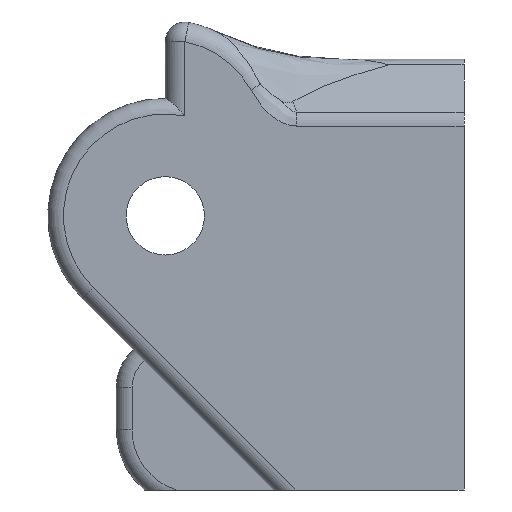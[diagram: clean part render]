
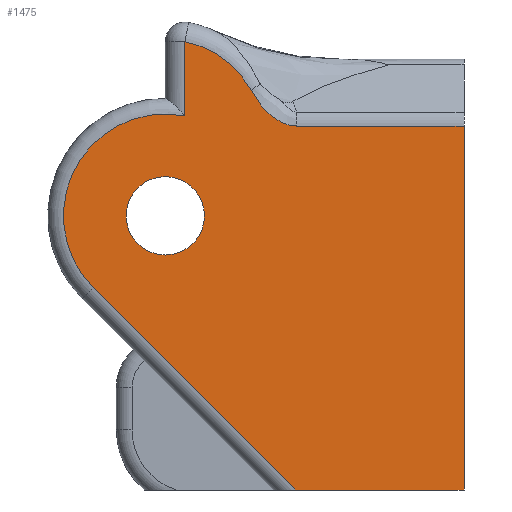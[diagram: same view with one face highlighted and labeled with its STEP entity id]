
A CAD part, front view. The second image highlights one B-rep face of the part: STEP entity #1475.
In plain terms, the highlighted planar face has unit normal (0, -1, 0).
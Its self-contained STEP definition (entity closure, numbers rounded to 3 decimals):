
#58=LINE('',#2394,#151);
#65=LINE('',#2449,#158);
#111=LINE('',#2696,#204);
#112=LINE('',#2698,#205);
#113=LINE('',#2700,#206);
#151=VECTOR('',#1835,1000.);
#158=VECTOR('',#1874,1000.);
#204=VECTOR('',#2022,1000.);
#205=VECTOR('',#2025,1000.);
#206=VECTOR('',#2026,1000.);
#239=B_SPLINE_CURVE_WITH_KNOTS('',3,(#2416,#2417,#2418,#2419,#2420),
 .UNSPECIFIED.,.F.,.F.,(4,1,4),(0.,0.002,0.003),
 .UNSPECIFIED.);
#603=ORIENTED_EDGE('',*,*,#828,.F.);
#604=ORIENTED_EDGE('',*,*,#827,.T.);
#605=ORIENTED_EDGE('',*,*,#917,.T.);
#606=ORIENTED_EDGE('',*,*,#918,.T.);
#607=ORIENTED_EDGE('',*,*,#919,.T.);
#608=ORIENTED_EDGE('',*,*,#837,.T.);
#609=ORIENTED_EDGE('',*,*,#824,.F.);
#610=ORIENTED_EDGE('',*,*,#823,.T.);
#611=ORIENTED_EDGE('',*,*,#819,.T.);
#819=EDGE_CURVE('',#961,#1016,#58,.T.);
#823=EDGE_CURVE('',#1017,#961,#1138,.T.);
#824=EDGE_CURVE('',#1017,#1018,#239,.T.);
#827=EDGE_CURVE('',#1016,#1019,#1141,.T.);
#828=EDGE_CURVE('',#1020,#1020,#1142,.T.);
#837=EDGE_CURVE('',#1028,#1018,#65,.T.);
#917=EDGE_CURVE('',#1019,#1072,#111,.T.);
#918=EDGE_CURVE('',#1072,#1073,#112,.T.);
#919=EDGE_CURVE('',#1073,#1028,#113,.T.);
#961=VERTEX_POINT('',#2126);
#1016=VERTEX_POINT('',#2393);
#1017=VERTEX_POINT('',#2398);
#1018=VERTEX_POINT('',#2421);
#1019=VERTEX_POINT('',#2425);
#1020=VERTEX_POINT('',#2429);
#1028=VERTEX_POINT('',#2447);
#1072=VERTEX_POINT('',#2695);
#1073=VERTEX_POINT('',#2699);
#1138=CIRCLE('',#1579,5.);
#1141=CIRCLE('',#1583,5.2);
#1142=CIRCLE('',#1585,2.);
#1250=EDGE_LOOP('',(#603));
#1251=EDGE_LOOP('',(#604,#605,#606,#607,#608,#609,#610,#611));
#1353=FACE_BOUND('',#1250,.T.);
#1354=FACE_BOUND('',#1251,.T.);
#1399=PLANE('',#1643);
#1475=ADVANCED_FACE('',(#1353,#1354),#1399,.T.);
#1579=AXIS2_PLACEMENT_3D('',#2400,#1843,#1844);
#1583=AXIS2_PLACEMENT_3D('',#2426,#1851,#1852);
#1585=AXIS2_PLACEMENT_3D('',#2428,#1855,#1856);
#1643=AXIS2_PLACEMENT_3D('',#2697,#2023,#2024);
#1835=DIRECTION('',(0.,0.,-1.));
#1843=DIRECTION('',(0.,-1.,0.));
#1844=DIRECTION('',(0.,0.,-1.));
#1851=DIRECTION('',(0.,-1.,0.));
#1852=DIRECTION('',(0.,0.,-1.));
#1855=DIRECTION('',(0.,-1.,0.));
#1856=DIRECTION('',(0.,0.,-1.));
#1874=DIRECTION('',(-1.,0.,0.));
#2022=DIRECTION('',(0.707,0.,-0.707));
#2023=DIRECTION('',(0.,-1.,0.));
#2024=DIRECTION('',(0.,0.,-1.));
#2025=DIRECTION('',(1.,0.,0.));
#2026=DIRECTION('',(0.,0.,1.));
#2126=CARTESIAN_POINT('',(1.,-10.,8.899));
#2393=CARTESIAN_POINT('',(1.,-10.,5.103));
#2394=CARTESIAN_POINT('',(1.,-10.,6.));
#2398=CARTESIAN_POINT('',(4.365,-10.,6.439));
#2400=CARTESIAN_POINT('',(0.,-10.,4.));
#2416=CARTESIAN_POINT('',(4.365,-10.,6.439));
#2417=CARTESIAN_POINT('',(4.62,-10.,5.983));
#2418=CARTESIAN_POINT('',(5.224,-10.,5.135));
#2419=CARTESIAN_POINT('',(6.18,-10.,4.586));
#2420=CARTESIAN_POINT('',(6.708,-10.,4.586));
#2421=CARTESIAN_POINT('',(6.708,-10.,4.586));
#2425=CARTESIAN_POINT('',(-3.677,-10.,-3.677));
#2426=CARTESIAN_POINT('',(0.,-10.,0.));
#2428=CARTESIAN_POINT('',(0.,-10.,0.));
#2429=CARTESIAN_POINT('',(0.,-10.,-2.));
#2447=CARTESIAN_POINT('',(15.254,-10.,4.586));
#2449=CARTESIAN_POINT('',(0.,-10.,4.586));
#2695=CARTESIAN_POINT('',(6.646,-10.,-14.));
#2696=CARTESIAN_POINT('',(6.08,-10.,-13.434));
#2697=CARTESIAN_POINT('',(0.,-10.,4.));
#2698=CARTESIAN_POINT('',(5.515,-10.,-14.));
#2699=CARTESIAN_POINT('',(15.254,-10.,-14.));
#2700=CARTESIAN_POINT('',(15.254,-10.,-14.));
